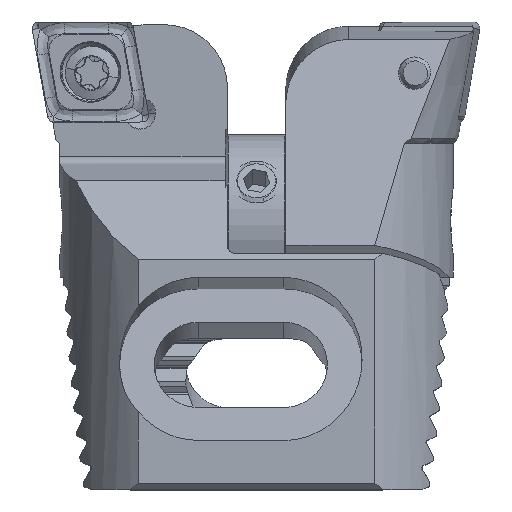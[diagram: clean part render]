
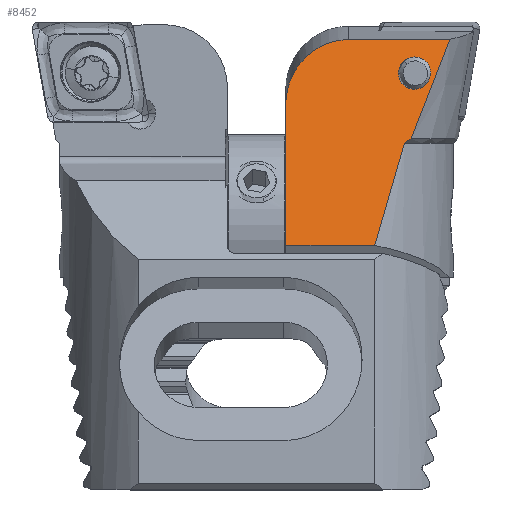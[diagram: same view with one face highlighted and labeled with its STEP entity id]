
A CAD part, top view. The second image highlights one B-rep face of the part: STEP entity #8452.
In plain terms, the highlighted face is planar.
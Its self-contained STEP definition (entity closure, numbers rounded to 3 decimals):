
#54 = VERTEX_POINT ( 'NONE', #15099 ) ;
#337 = VECTOR ( 'NONE', #13698, 1000. ) ;
#455 = VERTEX_POINT ( 'NONE', #14815 ) ;
#549 = CARTESIAN_POINT ( 'NONE',  ( 8.4, -1.12, -6.494 ) ) ;
#741 = VECTOR ( 'NONE', #5128, 1000. ) ;
#817 = CARTESIAN_POINT ( 'NONE',  ( 29., -1.12, -6.494 ) ) ;
#849 = VECTOR ( 'NONE', #10010, 1000. ) ;
#1090 = EDGE_CURVE ( 'NONE', #13868, #7150, #9716, .T. ) ;
#1692 = CARTESIAN_POINT ( 'NONE',  ( 12.4, -5.287, -7.611 ) ) ;
#1710 = CARTESIAN_POINT ( 'NONE',  ( 12.4, -2.846, -6.957 ) ) ;
#1795 = CARTESIAN_POINT ( 'NONE',  ( 12.4, -14.204, -10. ) ) ;
#2126 = FACE_OUTER_BOUND ( 'NONE', #14488, .T. ) ;
#2301 = CARTESIAN_POINT ( 'NONE',  ( 4.438, -7.424, -8.183 ) ) ;
#2657 = CARTESIAN_POINT ( 'NONE',  ( 5.278, -5.305, -7.616 ) ) ;
#2788 = CARTESIAN_POINT ( 'NONE',  ( 1.974, -1.12, -6.494 ) ) ;
#2877 = VERTEX_POINT ( 'NONE', #9861 ) ;
#2982 = CARTESIAN_POINT ( 'NONE',  ( 6.063, -12.281, -9.485 ) ) ;
#3258 = ORIENTED_EDGE ( 'NONE', *, *, #7441, .T. ) ;
#3276 = PLANE ( 'NONE',  #11011 ) ;
#3326 = ORIENTED_EDGE ( 'NONE', *, *, #8520, .T. ) ;
#3830 = LINE ( 'NONE', #817, #337 ) ;
#3840 = CARTESIAN_POINT ( 'NONE',  ( 3.196, -3.255, -7.066 ) ) ;
#4345 =( BOUNDED_CURVE ( )  B_SPLINE_CURVE ( 3, ( #3840, #10845, #2657, #12868 ),
 .UNSPECIFIED., .F., .F. ) 
 B_SPLINE_CURVE_WITH_KNOTS ( ( 4, 4 ),
 ( 1.378, 4.519 ),
 .UNSPECIFIED. ) 
 CURVE ( )  GEOMETRIC_REPRESENTATION_ITEM ( )  RATIONAL_B_SPLINE_CURVE ( ( 1., 0.333, 0.333, 1. ) ) 
 REPRESENTATION_ITEM ( '' )  );
#4421 = ORIENTED_EDGE ( 'NONE', *, *, #12814, .F. ) ;
#4822 = CARTESIAN_POINT ( 'NONE',  ( 12.4, -14.204, -10. ) ) ;
#5099 = CARTESIAN_POINT ( 'NONE',  ( 4.866, -7.7, -8.257 ) ) ;
#5128 = DIRECTION ( 'NONE',  ( -1., 0., 0. ) ) ;
#5177 = CARTESIAN_POINT ( 'NONE',  ( 4.438, -7.424, -8.183 ) ) ;
#5207 =( BOUNDED_CURVE ( )  B_SPLINE_CURVE ( 3, ( #11139, #2982, #5340, #13484 ),
 .UNSPECIFIED., .F., .T. ) 
 B_SPLINE_CURVE_WITH_KNOTS ( ( 4, 4 ),
 ( 3.785, 3.991 ),
 .UNSPECIFIED. ) 
 CURVE ( )  GEOMETRIC_REPRESENTATION_ITEM ( )  RATIONAL_B_SPLINE_CURVE ( ( 1., 0.996, 0.996, 1. ) ) 
 REPRESENTATION_ITEM ( '' )  );
#5340 = CARTESIAN_POINT ( 'NONE',  ( 5.433, -10.106, -8.902 ) ) ;
#5602 = CARTESIAN_POINT ( 'NONE',  ( 29., -14.204, -10. ) ) ;
#5641 = DIRECTION ( 'NONE',  ( 0., -0.966, -0.259 ) ) ;
#5951 = CARTESIAN_POINT ( 'NONE',  ( 5.22, -1.205, -6.517 ) ) ;
#6125 = EDGE_CURVE ( 'NONE', #2877, #7670, #9091, .T. ) ;
#7140 = CARTESIAN_POINT ( 'NONE',  ( 3.196, -3.255, -7.066 ) ) ;
#7150 = VERTEX_POINT ( 'NONE', #13641 ) ;
#7317 = VERTEX_POINT ( 'NONE', #2301 ) ;
#7441 = EDGE_CURVE ( 'NONE', #9420, #11066, #4345, .T. ) ;
#7670 = VERTEX_POINT ( 'NONE', #1692 ) ;
#8452 = ADVANCED_FACE ( 'NONE', ( #11109, #2126 ), #3276, .F. ) ;
#8520 = EDGE_CURVE ( 'NONE', #11066, #9420, #13143, .T. ) ;
#8523 = CARTESIAN_POINT ( 'NONE',  ( 3.593, -5.558, -7.683 ) ) ;
#8579 = CARTESIAN_POINT ( 'NONE',  ( 4.438, -7.424, -8.183 ) ) ;
#8695 = B_SPLINE_CURVE_WITH_KNOTS ( 'NONE', 3,
 ( #5099, #12126, #12172, #5177 ),
 .UNSPECIFIED., .F., .F.,
 ( 4, 4 ),
 ( 0., 0.001 ),
 .UNSPECIFIED. ) ;
#8752 = ORIENTED_EDGE ( 'NONE', *, *, #13580, .T. ) ;
#8936 = ORIENTED_EDGE ( 'NONE', *, *, #1090, .T. ) ;
#9091 =( BOUNDED_CURVE ( )  B_SPLINE_CURVE ( 3, ( #549, #14502, #1710, #9924 ),
 .UNSPECIFIED., .F., .F. ) 
 B_SPLINE_CURVE_WITH_KNOTS ( ( 4, 4 ),
 ( 0., 1.571 ),
 .UNSPECIFIED. ) 
 CURVE ( )  GEOMETRIC_REPRESENTATION_ITEM ( )  RATIONAL_B_SPLINE_CURVE ( ( 1., 0.805, 0.805, 1. ) ) 
 REPRESENTATION_ITEM ( '' )  );
#9232 = CARTESIAN_POINT ( 'NONE',  ( 5.249, -3.255, -7.066 ) ) ;
#9420 = VERTEX_POINT ( 'NONE', #11234 ) ;
#9467 = LINE ( 'NONE', #1795, #849 ) ;
#9716 = LINE ( 'NONE', #5602, #741 ) ;
#9788 = CARTESIAN_POINT ( 'NONE',  ( 2.771, -3.454, -7.12 ) ) ;
#9861 = CARTESIAN_POINT ( 'NONE',  ( 8.4, -1.12, -6.494 ) ) ;
#9875 = ORIENTED_EDGE ( 'NONE', *, *, #6125, .T. ) ;
#9924 = CARTESIAN_POINT ( 'NONE',  ( 12.4, -5.287, -7.611 ) ) ;
#9935 = EDGE_LOOP ( 'NONE', ( #3326, #3258 ) ) ;
#10010 = DIRECTION ( 'NONE',  ( 0., 0.966, 0.259 ) ) ;
#10845 = CARTESIAN_POINT ( 'NONE',  ( 3.225, -5.305, -7.616 ) ) ;
#11011 = AXIS2_PLACEMENT_3D ( 'NONE', #11450, #12617, #5641 ) ;
#11066 = VERTEX_POINT ( 'NONE', #9232 ) ;
#11109 = FACE_BOUND ( 'NONE', #9935, .T. ) ;
#11139 = CARTESIAN_POINT ( 'NONE',  ( 6.75, -14.204, -10. ) ) ;
#11178 = ORIENTED_EDGE ( 'NONE', *, *, #14747, .T. ) ;
#11234 = CARTESIAN_POINT ( 'NONE',  ( 3.196, -3.255, -7.066 ) ) ;
#11308 = EDGE_CURVE ( 'NONE', #455, #7317, #8695, .T. ) ;
#11368 = ORIENTED_EDGE ( 'NONE', *, *, #11308, .T. ) ;
#11450 = CARTESIAN_POINT ( 'NONE',  ( 29., -1.12, -6.494 ) ) ;
#11915 = EDGE_CURVE ( 'NONE', #2877, #54, #3830, .T. ) ;
#12126 = CARTESIAN_POINT ( 'NONE',  ( 4.723, -7.609, -8.233 ) ) ;
#12172 = CARTESIAN_POINT ( 'NONE',  ( 4.58, -7.517, -8.208 ) ) ;
#12617 = DIRECTION ( 'NONE',  ( 0., -0.259, 0.966 ) ) ;
#12675 =( BOUNDED_CURVE ( )  B_SPLINE_CURVE ( 3, ( #8579, #8523, #9788, #2788 ),
 .UNSPECIFIED., .F., .T. ) 
 B_SPLINE_CURVE_WITH_KNOTS ( ( 4, 4 ),
 ( 3.561, 3.676 ),
 .UNSPECIFIED. ) 
 CURVE ( )  GEOMETRIC_REPRESENTATION_ITEM ( )  RATIONAL_B_SPLINE_CURVE ( ( 1., 0.999, 0.999, 1. ) ) 
 REPRESENTATION_ITEM ( '' )  );
#12814 = EDGE_CURVE ( 'NONE', #13868, #7670, #9467, .T. ) ;
#12868 = CARTESIAN_POINT ( 'NONE',  ( 5.249, -3.255, -7.066 ) ) ;
#13011 = ORIENTED_EDGE ( 'NONE', *, *, #11915, .F. ) ;
#13143 =( BOUNDED_CURVE ( )  B_SPLINE_CURVE ( 3, ( #14016, #5951, #14140, #7140 ),
 .UNSPECIFIED., .F., .F. ) 
 B_SPLINE_CURVE_WITH_KNOTS ( ( 4, 4 ),
 ( 4.519, 7.661 ),
 .UNSPECIFIED. ) 
 CURVE ( )  GEOMETRIC_REPRESENTATION_ITEM ( )  RATIONAL_B_SPLINE_CURVE ( ( 1., 0.333, 0.333, 1. ) ) 
 REPRESENTATION_ITEM ( '' )  );
#13484 = CARTESIAN_POINT ( 'NONE',  ( 4.866, -7.7, -8.257 ) ) ;
#13580 = EDGE_CURVE ( 'NONE', #7150, #455, #5207, .T. ) ;
#13641 = CARTESIAN_POINT ( 'NONE',  ( 6.75, -14.204, -10. ) ) ;
#13698 = DIRECTION ( 'NONE',  ( -1., 0., 0. ) ) ;
#13868 = VERTEX_POINT ( 'NONE', #4822 ) ;
#14016 = CARTESIAN_POINT ( 'NONE',  ( 5.249, -3.255, -7.066 ) ) ;
#14140 = CARTESIAN_POINT ( 'NONE',  ( 3.168, -1.205, -6.517 ) ) ;
#14488 = EDGE_LOOP ( 'NONE', ( #13011, #9875, #4421, #8936, #8752, #11368, #11178 ) ) ;
#14502 = CARTESIAN_POINT ( 'NONE',  ( 10.743, -1.12, -6.494 ) ) ;
#14747 = EDGE_CURVE ( 'NONE', #7317, #54, #12675, .T. ) ;
#14815 = CARTESIAN_POINT ( 'NONE',  ( 4.866, -7.7, -8.257 ) ) ;
#15099 = CARTESIAN_POINT ( 'NONE',  ( 1.974, -1.12, -6.494 ) ) ;
